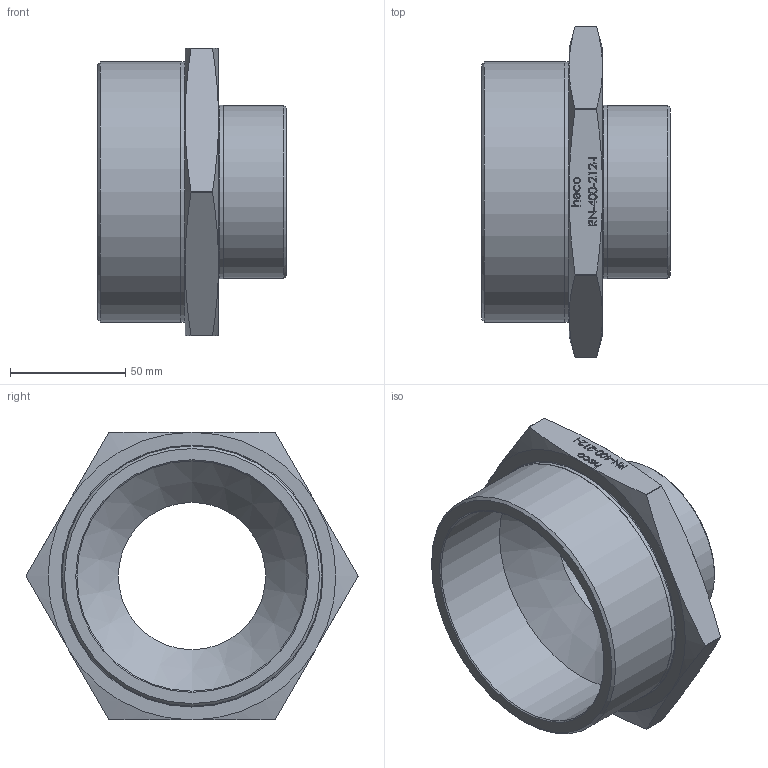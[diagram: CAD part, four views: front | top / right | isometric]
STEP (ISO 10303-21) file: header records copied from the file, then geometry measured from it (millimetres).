
FILE_DESCRIPTION (( 'STEP AP214' ), '1' );
FILE_NAME ('heco_RN-400-212-I.STEP', '2016-07-05T08:26:00', ( '' ), ( '' ), 'SwSTEP 2.0', 'SolidWorks 2011', '' );
FILE_SCHEMA (( 'AUTOMOTIVE_DESIGN' ));
Length unit declared in the file: millimetre
Products named in the file (1): heco_RN-400-212-I
Bounding box: 82 x 144.24 x 125.05 mm (x, y, z)
Volume: 235635.1 mm3; surface area: 64969.5 mm2
Topology: 1 solids, 1 shells, 216 faces, 546 edges, 358 vertices
Faces by surface type: plane 115, bspline 70, cone 17, cylinder 12, torus 2
Full cylindrical faces by diameter (mm): 64 x1, 75.184 x1, 75.384 x1, 100 x1, 113.03 x1, 113.23 x1
Entity records: 12335 total; most frequent: CARTESIAN_POINT 5866, ORIENTED_EDGE 1062, DIRECTION 679, EDGE_CURVE 531, VERTEX_POINT 356, LINE 325, VECTOR 325, EDGE_LOOP 257
